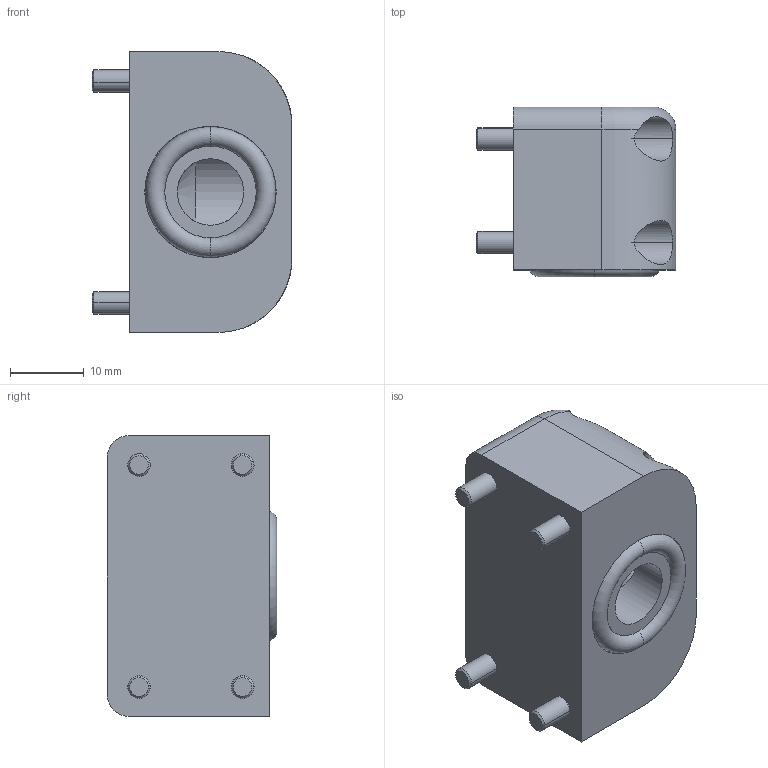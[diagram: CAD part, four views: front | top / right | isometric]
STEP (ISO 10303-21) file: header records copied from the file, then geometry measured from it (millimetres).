
FILE_DESCRIPTION (( 'STEP AP214' ), '1' );
FILE_NAME ('P1197.STEP', '2025-04-30T12:45:56', ( '' ), ( '' ), 'SwSTEP 2.0', 'SolidWorks 2024', '' );
FILE_SCHEMA (( 'AUTOMOTIVE_DESIGN' ));
Length unit declared in the file: millimetre
Products named in the file (1): P1197
Bounding box: 27 x 22.92 x 38 mm (x, y, z)
Volume: 14332 mm3; surface area: 7054 mm2
Topology: 6 solids, 6 shells, 113 faces, 258 edges, 165 vertices
Faces by surface type: plane 52, cylinder 45, cone 10, torus 6
Entity records: 3591 total; most frequent: CARTESIAN_POINT 891, DIRECTION 569, ORIENTED_EDGE 512, EDGE_CURVE 256, AXIS2_PLACEMENT_3D 215, VERTEX_POINT 165, VECTOR 139, LINE 139
